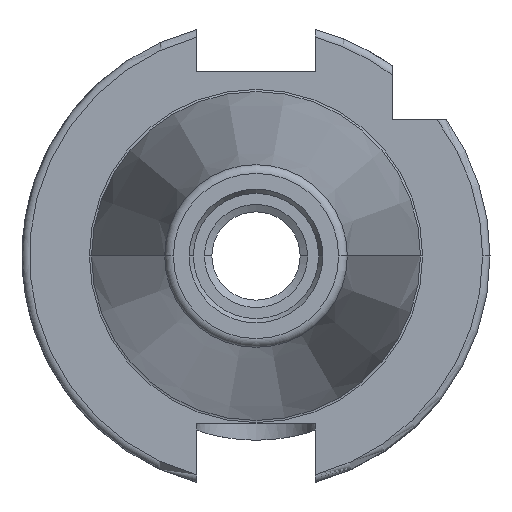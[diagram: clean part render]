
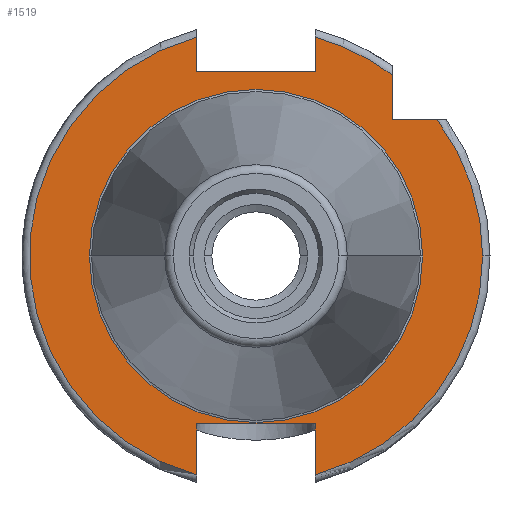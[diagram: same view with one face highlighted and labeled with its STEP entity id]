
A CAD part, left-side view. The second image highlights one B-rep face of the part: STEP entity #1519.
In plain terms, the highlighted planar face has unit normal (-1, 0, 0).
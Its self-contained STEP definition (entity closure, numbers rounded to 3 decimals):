
#30 = EDGE_CURVE ( 'NONE', #3694, #4569, #2338, .T. ) ;
#32 = CARTESIAN_POINT ( 'NONE',  ( 3.2, 30.775, 25. ) ) ;
#50 = ORIENTED_EDGE ( 'NONE', *, *, #30, .F. ) ;
#64 = AXIS2_PLACEMENT_3D ( 'NONE', #1194, #3699, #1571 ) ;
#232 = CIRCLE ( 'NONE', #64, 30.775 ) ;
#335 = VERTEX_POINT ( 'NONE', #2261 ) ;
#368 = EDGE_CURVE ( 'NONE', #2715, #2453, #4160, .T. ) ;
#464 = DIRECTION ( 'NONE',  ( 0., -1., 0. ) ) ;
#475 = DIRECTION ( 'NONE',  ( 0., 0., -1. ) ) ;
#489 = VECTOR ( 'NONE', #1766, 1000. ) ;
#490 = DIRECTION ( 'NONE',  ( -1., 0., 0. ) ) ;
#612 = ORIENTED_EDGE ( 'NONE', *, *, #1072, .T. ) ;
#652 = CIRCLE ( 'NONE', #2814, 30.775 ) ;
#695 = CARTESIAN_POINT ( 'NONE',  ( 3.2, 8.05, 0. ) ) ;
#706 = CARTESIAN_POINT ( 'NONE',  ( 3.2, -8.05, 0. ) ) ;
#740 = CARTESIAN_POINT ( 'NONE',  ( 3.2, 8.05, -29.704 ) ) ;
#743 = EDGE_CURVE ( 'NONE', #2327, #2019, #3990, .T. ) ;
#765 = ORIENTED_EDGE ( 'NONE', *, *, #3873, .T. ) ;
#789 = CARTESIAN_POINT ( 'NONE',  ( 3.2, 22.625, 0. ) ) ;
#802 = DIRECTION ( 'NONE',  ( 1., 0., 0. ) ) ;
#818 = PLANE ( 'NONE',  #991 ) ;
#825 = CARTESIAN_POINT ( 'NONE',  ( 3.2, 0., 0. ) ) ;
#830 = VERTEX_POINT ( 'NONE', #3645 ) ;
#869 = CIRCLE ( 'NONE', #1701, 22.625 ) ;
#888 = CARTESIAN_POINT ( 'NONE',  ( 3.2, 8.05, 0. ) ) ;
#991 = AXIS2_PLACEMENT_3D ( 'NONE', #1540, #802, #2945 ) ;
#1013 = CARTESIAN_POINT ( 'NONE',  ( 3.2, 8.05, 29.704 ) ) ;
#1039 = EDGE_CURVE ( 'NONE', #4336, #2453, #4271, .T. ) ;
#1041 = VERTEX_POINT ( 'NONE', #3210 ) ;
#1072 = EDGE_CURVE ( 'NONE', #4336, #2610, #1345, .T. ) ;
#1078 = EDGE_CURVE ( 'NONE', #4569, #335, #2398, .T. ) ;
#1154 = LINE ( 'NONE', #888, #3067 ) ;
#1165 = VERTEX_POINT ( 'NONE', #3806 ) ;
#1178 = ORIENTED_EDGE ( 'NONE', *, *, #2698, .F. ) ;
#1194 = CARTESIAN_POINT ( 'NONE',  ( 3.2, 0., 0. ) ) ;
#1202 = DIRECTION ( 'NONE',  ( -1., 0., 0. ) ) ;
#1223 = ORIENTED_EDGE ( 'NONE', *, *, #743, .T. ) ;
#1232 = VERTEX_POINT ( 'NONE', #789 ) ;
#1260 = CARTESIAN_POINT ( 'NONE',  ( 3.2, -30.775, 0. ) ) ;
#1345 = LINE ( 'NONE', #3186, #489 ) ;
#1411 = ORIENTED_EDGE ( 'NONE', *, *, #1039, .F. ) ;
#1432 = EDGE_CURVE ( 'NONE', #1041, #2715, #1154, .T. ) ;
#1456 = VECTOR ( 'NONE', #2142, 1000. ) ;
#1467 = CARTESIAN_POINT ( 'NONE',  ( 3.2, -18.5, 24.594 ) ) ;
#1519 = ADVANCED_FACE ( 'NONE', ( #2723, #4590 ), #818, .F. ) ;
#1540 = CARTESIAN_POINT ( 'NONE',  ( 3.2, 30.775, 0. ) ) ;
#1571 = DIRECTION ( 'NONE',  ( 0., -1., 0. ) ) ;
#1592 = AXIS2_PLACEMENT_3D ( 'NONE', #1926, #4037, #3698 ) ;
#1632 = ORIENTED_EDGE ( 'NONE', *, *, #2467, .F. ) ;
#1640 = DIRECTION ( 'NONE',  ( 0., 0., 1. ) ) ;
#1641 = CARTESIAN_POINT ( 'NONE',  ( 3.2, 0., 0. ) ) ;
#1678 = ORIENTED_EDGE ( 'NONE', *, *, #1897, .T. ) ;
#1691 = ORIENTED_EDGE ( 'NONE', *, *, #3972, .F. ) ;
#1701 = AXIS2_PLACEMENT_3D ( 'NONE', #3344, #1202, #3706 ) ;
#1704 = CIRCLE ( 'NONE', #1756, 22.625 ) ;
#1722 = CARTESIAN_POINT ( 'NONE',  ( 3.2, -8.05, 0. ) ) ;
#1756 = AXIS2_PLACEMENT_3D ( 'NONE', #1641, #4109, #1984 ) ;
#1766 = DIRECTION ( 'NONE',  ( 0., -1., 0. ) ) ;
#1802 = CARTESIAN_POINT ( 'NONE',  ( 3.2, -8.05, -29.704 ) ) ;
#1827 = DIRECTION ( 'NONE',  ( 0., -1., 0. ) ) ;
#1897 = EDGE_CURVE ( 'NONE', #2019, #335, #652, .T. ) ;
#1926 = CARTESIAN_POINT ( 'NONE',  ( 3.2, 0., 0. ) ) ;
#1970 = ORIENTED_EDGE ( 'NONE', *, *, #368, .T. ) ;
#1984 = DIRECTION ( 'NONE',  ( 0., -1., 0. ) ) ;
#2019 = VERTEX_POINT ( 'NONE', #1260 ) ;
#2076 = DIRECTION ( 'NONE',  ( 0., 0., 1. ) ) ;
#2142 = DIRECTION ( 'NONE',  ( 0., 0., -1. ) ) ;
#2158 = VECTOR ( 'NONE', #2500, 1000. ) ;
#2169 = EDGE_LOOP ( 'NONE', ( #1691, #2934 ) ) ;
#2261 = CARTESIAN_POINT ( 'NONE',  ( 3.2, -24.594, 18.5 ) ) ;
#2327 = VERTEX_POINT ( 'NONE', #1802 ) ;
#2338 = LINE ( 'NONE', #4404, #4113 ) ;
#2346 = EDGE_CURVE ( 'NONE', #830, #3435, #2994, .T. ) ;
#2398 = LINE ( 'NONE', #4571, #3123 ) ;
#2400 = EDGE_LOOP ( 'NONE', ( #1178, #1223, #1678, #3633, #50, #765, #4529, #1632, #4483, #1970, #1411, #612 ) ) ;
#2430 = VECTOR ( 'NONE', #2076, 1000. ) ;
#2453 = VERTEX_POINT ( 'NONE', #740 ) ;
#2467 = EDGE_CURVE ( 'NONE', #1041, #3435, #2882, .T. ) ;
#2500 = DIRECTION ( 'NONE',  ( 0., 0., -1. ) ) ;
#2507 = EDGE_CURVE ( 'NONE', #1232, #1165, #869, .T. ) ;
#2610 = VERTEX_POINT ( 'NONE', #4157 ) ;
#2629 = DIRECTION ( 'NONE',  ( 0., -1., 0. ) ) ;
#2690 = AXIS2_PLACEMENT_3D ( 'NONE', #2988, #490, #2629 ) ;
#2698 = EDGE_CURVE ( 'NONE', #2327, #2610, #2933, .T. ) ;
#2715 = VERTEX_POINT ( 'NONE', #1013 ) ;
#2723 = FACE_BOUND ( 'NONE', #2169, .T. ) ;
#2741 = CARTESIAN_POINT ( 'NONE',  ( 3.2, -8.05, 25. ) ) ;
#2814 = AXIS2_PLACEMENT_3D ( 'NONE', #825, #2975, #464 ) ;
#2882 = LINE ( 'NONE', #32, #3719 ) ;
#2933 = LINE ( 'NONE', #1722, #2430 ) ;
#2934 = ORIENTED_EDGE ( 'NONE', *, *, #2507, .F. ) ;
#2945 = DIRECTION ( 'NONE',  ( 0., 1., 0. ) ) ;
#2975 = DIRECTION ( 'NONE',  ( -1., 0., 0. ) ) ;
#2988 = CARTESIAN_POINT ( 'NONE',  ( 3.2, 0., 0. ) ) ;
#2994 = LINE ( 'NONE', #706, #2158 ) ;
#3067 = VECTOR ( 'NONE', #1640, 1000. ) ;
#3123 = VECTOR ( 'NONE', #4226, 1000. ) ;
#3142 = CARTESIAN_POINT ( 'NONE',  ( 3.2, -18.5, 18.5 ) ) ;
#3186 = CARTESIAN_POINT ( 'NONE',  ( 3.2, 30.775, -22.8 ) ) ;
#3210 = CARTESIAN_POINT ( 'NONE',  ( 3.2, 8.05, 25. ) ) ;
#3327 = CARTESIAN_POINT ( 'NONE',  ( 3.2, 8.05, -22.8 ) ) ;
#3344 = CARTESIAN_POINT ( 'NONE',  ( 3.2, 0., 0. ) ) ;
#3435 = VERTEX_POINT ( 'NONE', #2741 ) ;
#3633 = ORIENTED_EDGE ( 'NONE', *, *, #1078, .F. ) ;
#3645 = CARTESIAN_POINT ( 'NONE',  ( 3.2, -8.05, 29.704 ) ) ;
#3694 = VERTEX_POINT ( 'NONE', #1467 ) ;
#3698 = DIRECTION ( 'NONE',  ( 0., -1., 0. ) ) ;
#3699 = DIRECTION ( 'NONE',  ( -1., 0., 0. ) ) ;
#3706 = DIRECTION ( 'NONE',  ( 0., -1., 0. ) ) ;
#3719 = VECTOR ( 'NONE', #1827, 1000. ) ;
#3806 = CARTESIAN_POINT ( 'NONE',  ( 3.2, -22.625, 0. ) ) ;
#3873 = EDGE_CURVE ( 'NONE', #3694, #830, #232, .T. ) ;
#3972 = EDGE_CURVE ( 'NONE', #1165, #1232, #1704, .T. ) ;
#3990 = CIRCLE ( 'NONE', #2690, 30.775 ) ;
#4037 = DIRECTION ( 'NONE',  ( -1., 0., 0. ) ) ;
#4109 = DIRECTION ( 'NONE',  ( -1., 0., 0. ) ) ;
#4113 = VECTOR ( 'NONE', #475, 1000. ) ;
#4157 = CARTESIAN_POINT ( 'NONE',  ( 3.2, -8.05, -22.8 ) ) ;
#4160 = CIRCLE ( 'NONE', #1592, 30.775 ) ;
#4226 = DIRECTION ( 'NONE',  ( 0., -1., 0. ) ) ;
#4271 = LINE ( 'NONE', #695, #1456 ) ;
#4336 = VERTEX_POINT ( 'NONE', #3327 ) ;
#4404 = CARTESIAN_POINT ( 'NONE',  ( 3.2, -18.5, 25.834 ) ) ;
#4483 = ORIENTED_EDGE ( 'NONE', *, *, #1432, .T. ) ;
#4529 = ORIENTED_EDGE ( 'NONE', *, *, #2346, .T. ) ;
#4569 = VERTEX_POINT ( 'NONE', #3142 ) ;
#4571 = CARTESIAN_POINT ( 'NONE',  ( 3.2, -18.5, 18.5 ) ) ;
#4590 = FACE_OUTER_BOUND ( 'NONE', #2400, .T. ) ;
